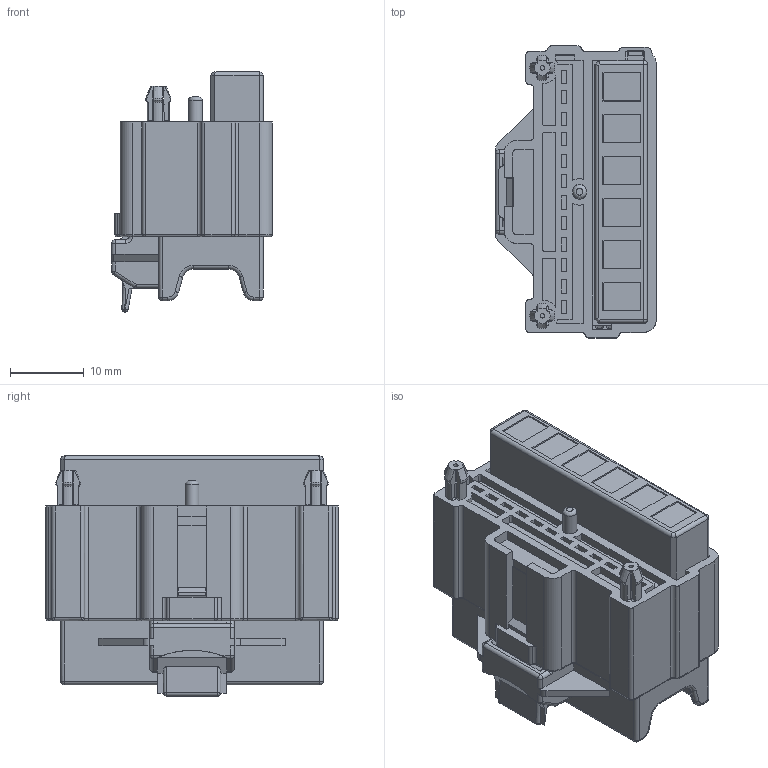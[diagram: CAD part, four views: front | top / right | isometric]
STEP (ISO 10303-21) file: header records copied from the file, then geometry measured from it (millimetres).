
FILE_DESCRIPTION(/* description */ (''),/* implementation_level */ '2;1');
FILE_NAME(/* name */ '31.02.06.12.001.step',/* time_stamp */ '2022-12-07T08:10:00+01:00',/* author */ (''),/* organization */ (''),/* preprocessor_version */ 'ST-DEVELOPER v19.2',/* originating_system */ 'Autodesk Translation Framework v11.17.0.187',/* authorisation */ '');
FILE_SCHEMA (('AUTOMOTIVE_DESIGN { 1 0 10303 214 3 1 1 }'));
Length unit declared in the file: millimetre
Products named in the file (1): 31.02.06.12.001
Bounding box: 21.85 x 39.7 x 32.63 mm (x, y, z)
Volume: 14048.4 mm3; surface area: 8105.7 mm2
Topology: 1 solids, 1 shells, 1110 faces, 2897 edges, 1810 vertices
Faces by surface type: plane 647, cylinder 313, torus 85, cone 28, bspline 19, sphere 18
Full cylindrical faces by diameter (mm): 0.6 x2, 1.9 x3, 2 x3
Entity records: 34223 total; most frequent: CARTESIAN_POINT 6744, ORIENTED_EDGE 5784, DIRECTION 5711, EDGE_CURVE 2892, LINE 2035, VECTOR 2035, AXIS2_PLACEMENT_3D 1838, VERTEX_POINT 1810
